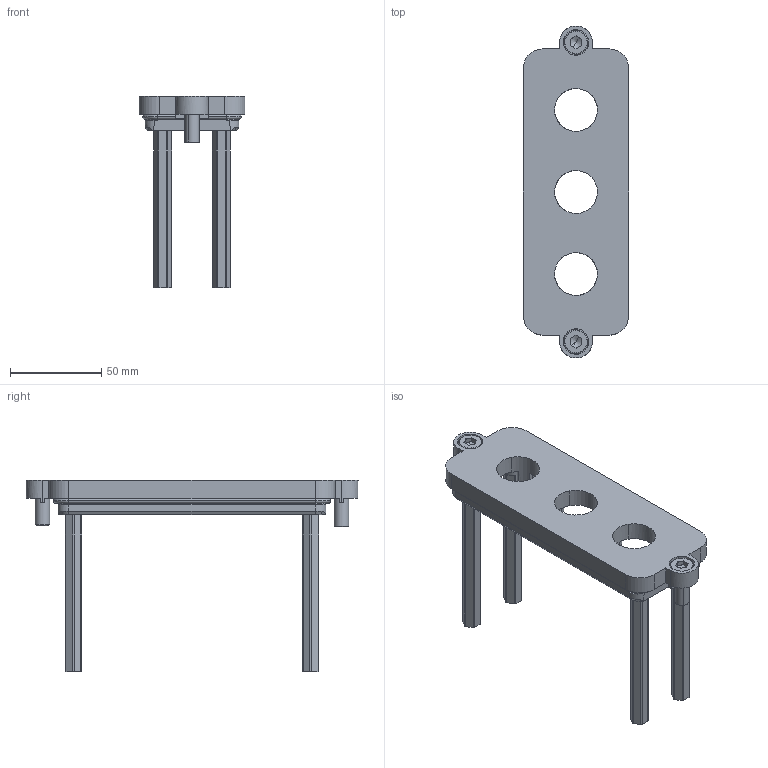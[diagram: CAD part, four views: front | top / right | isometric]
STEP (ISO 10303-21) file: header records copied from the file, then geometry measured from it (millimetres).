
FILE_DESCRIPTION(('CATIA V5 STEP','CAx-IF Rec.Pracs.--- Model Styling and Organization---1.2---2011-12-15'),'2;1');
FILE_NAME ('13456370_2', '2018-08-20T14:59:39+00:00', ('none'), ('Weidmueller'), 'CATIA Version 5-6 Release 2014 SP4 HF52', 'CATIA V5 STEP AP214', 'none');
FILE_SCHEMA(('AUTOMOTIVE_DESIGN { 1 0 10303 214 1 1 1 1 }'));
Length unit declared in the file: millimetre
Products named in the file (1): 1079910000
Bounding box: 58 x 182 x 105 mm (x, y, z)
Volume: 126026.6 mm3; surface area: 50190.9 mm2
Topology: 2 solids, 10 shells, 401 faces, 1021 edges, 644 vertices
Faces by surface type: plane 176, cylinder 163, cone 32, torus 30
Entity records: 11370 total; most frequent: CARTESIAN_POINT 2664, ORIENTED_EDGE 2018, DIRECTION 1348, EDGE_CURVE 1009, AXIS2_PLACEMENT_3D 646, VERTEX_POINT 644, VECTOR 475, LINE 475
